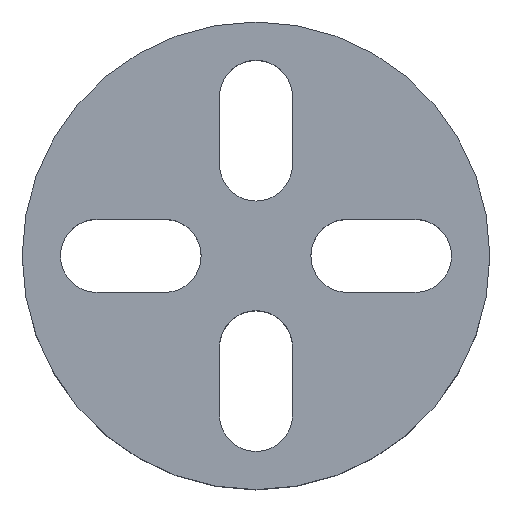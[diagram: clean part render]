
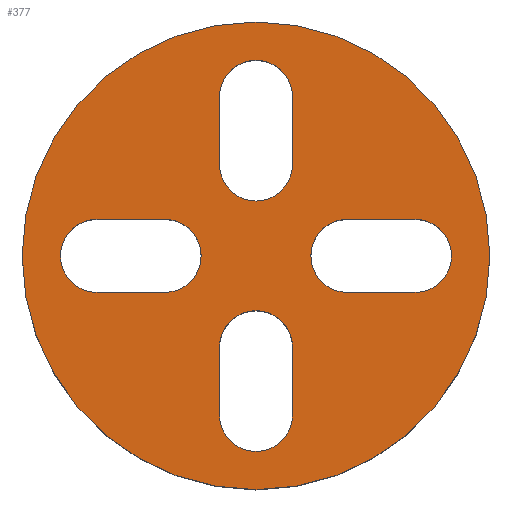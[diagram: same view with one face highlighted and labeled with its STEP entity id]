
A CAD part, top view. The second image highlights one B-rep face of the part: STEP entity #377.
In plain terms, the highlighted planar face has unit normal (0, 0, 1).
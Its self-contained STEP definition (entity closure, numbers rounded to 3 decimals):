
#20=FACE_BOUND('',#76,.T.);
#21=FACE_BOUND('',#77,.T.);
#22=FACE_BOUND('',#78,.T.);
#23=FACE_BOUND('',#79,.T.);
#36=PLANE('',#416);
#55=FACE_OUTER_BOUND('',#75,.T.);
#75=EDGE_LOOP('',(#317));
#76=EDGE_LOOP('',(#318,#319,#320,#321));
#77=EDGE_LOOP('',(#322,#323,#324,#325));
#78=EDGE_LOOP('',(#326,#327,#328,#329));
#79=EDGE_LOOP('',(#330,#331,#332,#333));
#89=LINE('',#541,#121);
#92=LINE('',#550,#124);
#97=LINE('',#565,#129);
#100=LINE('',#574,#132);
#105=LINE('',#589,#137);
#108=LINE('',#598,#140);
#113=LINE('',#613,#145);
#116=LINE('',#622,#148);
#121=VECTOR('',#432,0.94);
#124=VECTOR('',#443,0.94);
#129=VECTOR('',#456,0.94);
#132=VECTOR('',#467,0.94);
#137=VECTOR('',#480,0.94);
#140=VECTOR('',#491,0.94);
#145=VECTOR('',#504,0.94);
#148=VECTOR('',#515,0.94);
#150=CIRCLE('',#383,0.508);
#152=CIRCLE('',#387,0.508);
#154=CIRCLE('',#391,0.508);
#156=CIRCLE('',#395,0.508);
#158=CIRCLE('',#399,0.508);
#160=CIRCLE('',#403,0.508);
#162=CIRCLE('',#407,0.508);
#164=CIRCLE('',#411,0.508);
#165=CIRCLE('',#414,3.25);
#169=VERTEX_POINT('',#531);
#170=VERTEX_POINT('',#533);
#172=VERTEX_POINT('',#539);
#174=VERTEX_POINT('',#545);
#177=VERTEX_POINT('',#555);
#178=VERTEX_POINT('',#557);
#180=VERTEX_POINT('',#563);
#182=VERTEX_POINT('',#569);
#185=VERTEX_POINT('',#579);
#186=VERTEX_POINT('',#581);
#188=VERTEX_POINT('',#587);
#190=VERTEX_POINT('',#593);
#193=VERTEX_POINT('',#603);
#194=VERTEX_POINT('',#605);
#196=VERTEX_POINT('',#611);
#198=VERTEX_POINT('',#617);
#199=VERTEX_POINT('',#624);
#203=EDGE_CURVE('',#170,#169,#150,.T.);
#207=EDGE_CURVE('',#169,#172,#89,.T.);
#210=EDGE_CURVE('',#172,#174,#152,.T.);
#212=EDGE_CURVE('',#174,#170,#92,.T.);
#215=EDGE_CURVE('',#178,#177,#154,.T.);
#219=EDGE_CURVE('',#177,#180,#97,.T.);
#222=EDGE_CURVE('',#180,#182,#156,.T.);
#224=EDGE_CURVE('',#182,#178,#100,.T.);
#227=EDGE_CURVE('',#186,#185,#158,.T.);
#231=EDGE_CURVE('',#185,#188,#105,.T.);
#234=EDGE_CURVE('',#188,#190,#160,.T.);
#236=EDGE_CURVE('',#190,#186,#108,.T.);
#239=EDGE_CURVE('',#194,#193,#162,.T.);
#243=EDGE_CURVE('',#193,#196,#113,.T.);
#246=EDGE_CURVE('',#196,#198,#164,.T.);
#248=EDGE_CURVE('',#198,#194,#116,.T.);
#249=EDGE_CURVE('',#199,#199,#165,.T.);
#317=ORIENTED_EDGE('',*,*,#249,.T.);
#318=ORIENTED_EDGE('',*,*,#203,.T.);
#319=ORIENTED_EDGE('',*,*,#207,.T.);
#320=ORIENTED_EDGE('',*,*,#210,.T.);
#321=ORIENTED_EDGE('',*,*,#212,.T.);
#322=ORIENTED_EDGE('',*,*,#215,.T.);
#323=ORIENTED_EDGE('',*,*,#219,.T.);
#324=ORIENTED_EDGE('',*,*,#222,.T.);
#325=ORIENTED_EDGE('',*,*,#224,.T.);
#326=ORIENTED_EDGE('',*,*,#227,.T.);
#327=ORIENTED_EDGE('',*,*,#231,.T.);
#328=ORIENTED_EDGE('',*,*,#234,.T.);
#329=ORIENTED_EDGE('',*,*,#236,.T.);
#330=ORIENTED_EDGE('',*,*,#239,.T.);
#331=ORIENTED_EDGE('',*,*,#243,.T.);
#332=ORIENTED_EDGE('',*,*,#246,.T.);
#333=ORIENTED_EDGE('',*,*,#248,.T.);
#377=ADVANCED_FACE('',(#55,#20,#21,#22,#23),#36,.T.);
#383=AXIS2_PLACEMENT_3D('',#534,#425,#426);
#387=AXIS2_PLACEMENT_3D('',#547,#438,#439);
#391=AXIS2_PLACEMENT_3D('',#558,#449,#450);
#395=AXIS2_PLACEMENT_3D('',#571,#462,#463);
#399=AXIS2_PLACEMENT_3D('',#582,#473,#474);
#403=AXIS2_PLACEMENT_3D('',#595,#486,#487);
#407=AXIS2_PLACEMENT_3D('',#606,#497,#498);
#411=AXIS2_PLACEMENT_3D('',#619,#510,#511);
#414=AXIS2_PLACEMENT_3D('',#625,#518,#519);
#416=AXIS2_PLACEMENT_3D('',#628,#522,#523);
#425=DIRECTION('center_axis',(0.,0.,-1.));
#426=DIRECTION('ref_axis',(0.,1.,0.));
#432=DIRECTION('',(1.,0.,0.));
#438=DIRECTION('center_axis',(0.,0.,-1.));
#439=DIRECTION('ref_axis',(0.,-1.,0.));
#443=DIRECTION('',(-1.,0.,0.));
#449=DIRECTION('center_axis',(0.,0.,-1.));
#450=DIRECTION('ref_axis',(-1.,0.,0.));
#456=DIRECTION('',(0.,1.,0.));
#462=DIRECTION('center_axis',(0.,0.,-1.));
#463=DIRECTION('ref_axis',(1.,0.,0.));
#467=DIRECTION('',(0.,-1.,0.));
#473=DIRECTION('center_axis',(0.,0.,-1.));
#474=DIRECTION('ref_axis',(0.,1.,0.));
#480=DIRECTION('',(1.,0.,0.));
#486=DIRECTION('center_axis',(0.,0.,-1.));
#487=DIRECTION('ref_axis',(0.,-1.,0.));
#491=DIRECTION('',(-1.,0.,0.));
#497=DIRECTION('center_axis',(0.,0.,-1.));
#498=DIRECTION('ref_axis',(-1.,0.,0.));
#504=DIRECTION('',(0.,1.,0.));
#510=DIRECTION('center_axis',(0.,0.,-1.));
#511=DIRECTION('ref_axis',(1.,0.,0.));
#515=DIRECTION('',(0.,-1.,0.));
#518=DIRECTION('center_axis',(0.,0.,1.));
#519=DIRECTION('ref_axis',(-1.,0.,0.));
#522=DIRECTION('center_axis',(0.,0.,1.));
#523=DIRECTION('ref_axis',(1.,0.,0.));
#531=CARTESIAN_POINT('',(-2.21,0.508,2.54));
#533=CARTESIAN_POINT('',(-2.21,-0.508,2.54));
#534=CARTESIAN_POINT('Origin',(-2.21,0.,2.54));
#539=CARTESIAN_POINT('',(-1.27,0.508,2.54));
#541=CARTESIAN_POINT('',(-0.635,0.508,2.54));
#545=CARTESIAN_POINT('',(-1.27,-0.508,2.54));
#547=CARTESIAN_POINT('Origin',(-1.27,0.,2.54));
#550=CARTESIAN_POINT('',(-1.105,-0.508,2.54));
#555=CARTESIAN_POINT('',(-0.508,1.27,2.54));
#557=CARTESIAN_POINT('',(0.508,1.27,2.54));
#558=CARTESIAN_POINT('Origin',(0.,1.27,2.54));
#563=CARTESIAN_POINT('',(-0.508,2.21,2.54));
#565=CARTESIAN_POINT('',(-0.508,1.105,2.54));
#569=CARTESIAN_POINT('',(0.508,2.21,2.54));
#571=CARTESIAN_POINT('Origin',(0.,2.21,2.54));
#574=CARTESIAN_POINT('',(0.508,0.635,2.54));
#579=CARTESIAN_POINT('',(1.27,0.508,2.54));
#581=CARTESIAN_POINT('',(1.27,-0.508,2.54));
#582=CARTESIAN_POINT('Origin',(1.27,0.,2.54));
#587=CARTESIAN_POINT('',(2.21,0.508,2.54));
#589=CARTESIAN_POINT('',(1.105,0.508,2.54));
#593=CARTESIAN_POINT('',(2.21,-0.508,2.54));
#595=CARTESIAN_POINT('Origin',(2.21,0.,2.54));
#598=CARTESIAN_POINT('',(0.635,-0.508,2.54));
#603=CARTESIAN_POINT('',(-0.508,-2.21,2.54));
#605=CARTESIAN_POINT('',(0.508,-2.21,2.54));
#606=CARTESIAN_POINT('Origin',(0.,-2.21,2.54));
#611=CARTESIAN_POINT('',(-0.508,-1.27,2.54));
#613=CARTESIAN_POINT('',(-0.508,-0.635,2.54));
#617=CARTESIAN_POINT('',(0.508,-1.27,2.54));
#619=CARTESIAN_POINT('Origin',(0.,-1.27,2.54));
#622=CARTESIAN_POINT('',(0.508,-1.105,2.54));
#624=CARTESIAN_POINT('',(3.25,0.,2.54));
#625=CARTESIAN_POINT('Origin',(0.,0.,2.54));
#628=CARTESIAN_POINT('Origin',(0.,0.,2.54));
